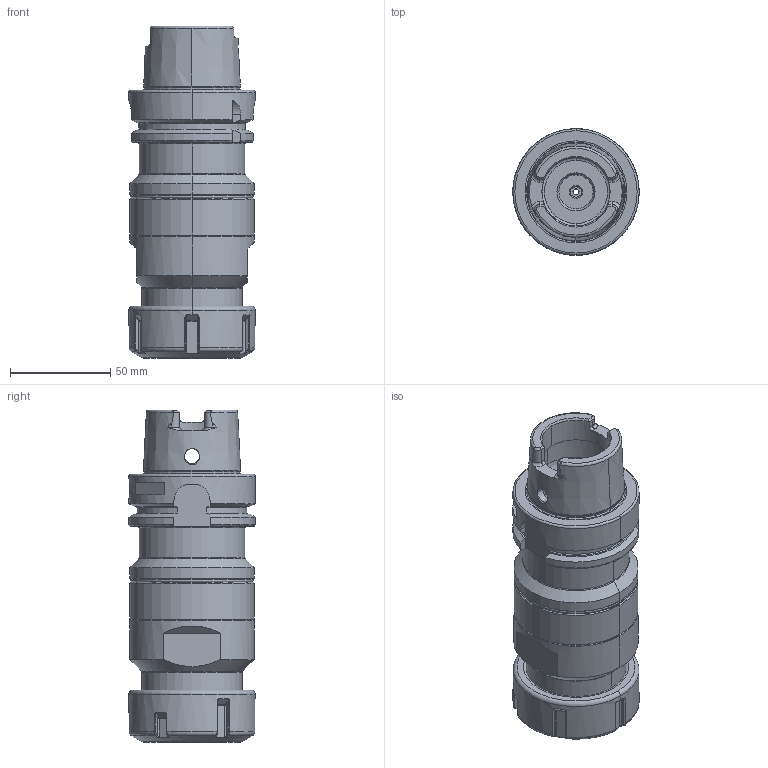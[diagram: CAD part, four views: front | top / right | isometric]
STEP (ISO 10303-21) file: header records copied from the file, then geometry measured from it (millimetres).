
FILE_DESCRIPTION((''),'2;1');
FILE_NAME('A63_16_02_26','2020-07-28T',('103090'),(''),'CREO PARAMETRIC BY PTC INC, 2016260','CREO PARAMETRIC BY PTC INC, 2016260','');
FILE_SCHEMA(('CONFIG_CONTROL_DESIGN'));
Length unit declared in the file: millimetre
Products named in the file (1): A63_16_02_26
Bounding box: 63 x 63 x 165.5 mm (x, y, z)
Volume: 314364.7 mm3; surface area: 55468.1 mm2
Topology: 2 solids, 3 shells, 397 faces, 965 edges, 581 vertices
Faces by surface type: plane 108, cylinder 99, torus 62, bspline 58, cone 58, sphere 12
Entity records: 14900 total; most frequent: CARTESIAN_POINT 6031, ORIENTED_EDGE 1926, DIRECTION 1723, EDGE_CURVE 963, AXIS2_PLACEMENT_3D 684, VERTEX_POINT 581, EDGE_LOOP 416, FACE_OUTER_BOUND 397
